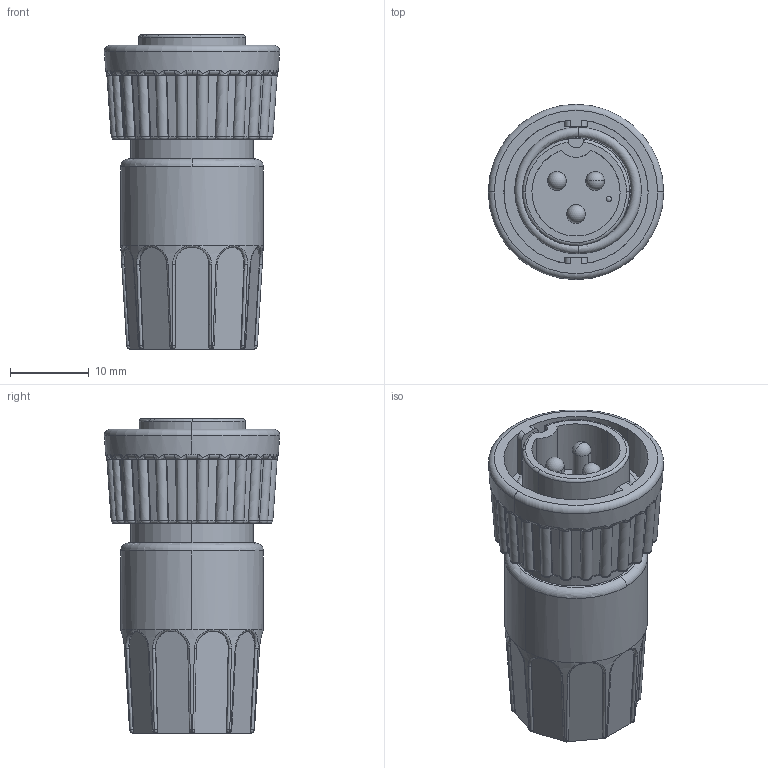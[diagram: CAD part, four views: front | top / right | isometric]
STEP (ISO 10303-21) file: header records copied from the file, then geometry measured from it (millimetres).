
FILE_DESCRIPTION (( 'STEP AP203' ), '1' );
FILE_NAME ('3182-3PG-3XX.STEP', '2017-08-02T13:44:41', ( '' ), ( '' ), 'SwSTEP 2.0', 'SolidWorks 2017', '' );
FILE_SCHEMA (( 'CONFIG_CONTROL_DESIGN' ));
Length unit declared in the file: inch
Products named in the file (2): 3182-3PG-3XX
Bounding box: 22.22 x 22.22 x 39.88 mm (x, y, z)
Volume: 8514.6 mm3; surface area: 4566.6 mm2
Topology: 1 solids, 1 shells, 386 faces, 1031 edges, 652 vertices
Faces by surface type: bspline 171, plane 75, torus 52, cylinder 45, cone 38, sphere 5
Entity records: 22602 total; most frequent: CARTESIAN_POINT 14810, ORIENTED_EDGE 2044, DIRECTION 1022, EDGE_CURVE 1022, VERTEX_POINT 650, B_SPLINE_CURVE_WITH_KNOTS 567, AXIS2_PLACEMENT_3D 447, EDGE_LOOP 398
